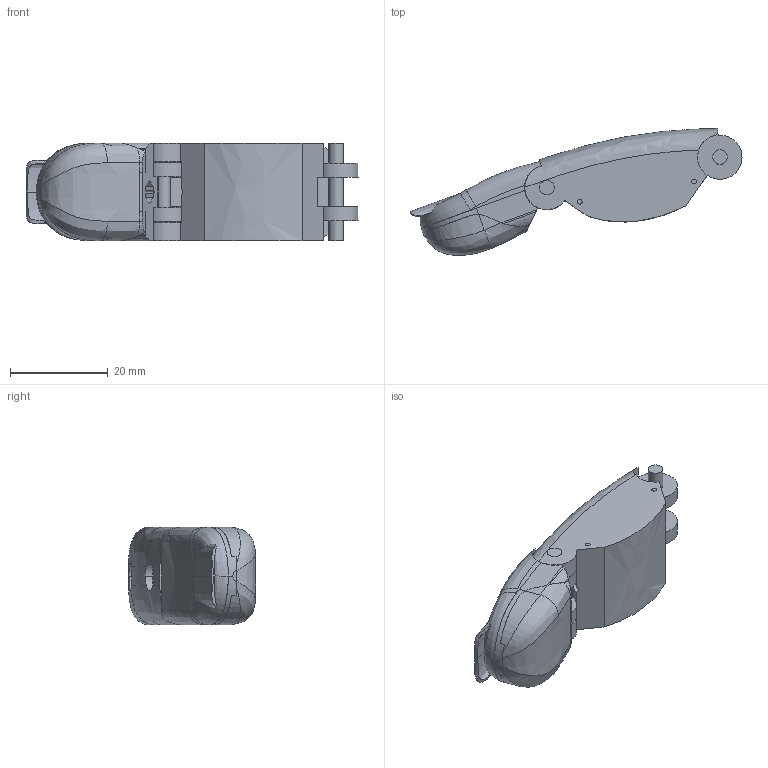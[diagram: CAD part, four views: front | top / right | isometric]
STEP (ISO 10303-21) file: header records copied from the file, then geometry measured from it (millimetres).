
FILE_DESCRIPTION((''),'2;1');
FILE_NAME('THUMBASSEMBLY_ASM_10_ASM','2021-01-11T15:30:24',('ggao102'),('Department of Mechanical Engineering, The University of Auckland'),'CREO PARAMETRIC BY PTC INC, 2017260','CREO PARAMETRIC BY PTC INC, 2017260','');
FILE_SCHEMA(('CONFIG_CONTROL_DESIGN'));
Products named in the file (8): THUMBPROXIMAL_1; DISTALCENTER_1_1_2; DISTALTOP_1_1_2; DISTALPAD_1_1_2; ASM0001_ASM_1_1_ASM; 3MMPINS_1; 1MMPINS_1; THUMBASSEMBLY_ASM_10_ASM
Assembly tree (9 placements, depth 3):
  THUMBASSEMBLY_ASM_10_ASM
    THUMBPROXIMAL_1
    ASM0001_ASM_1_1_ASM
      DISTALCENTER_1_1_2
      DISTALTOP_1_1_2
      DISTALPAD_1_1_2
    3MMPINS_1  x2
    1MMPINS_1  x2
Bounding box: 67.97 x 26.02 x 20 mm (x, y, z)
Volume: 14095.4 mm3; surface area: 9714.8 mm2
Topology: 8 solids, 8 shells, 222 faces, 627 edges, 414 vertices
Faces by surface type: plane 97, cylinder 89, extrusion 20, bspline 16
Entity records: 10290 total; most frequent: CARTESIAN_POINT 4617, ORIENTED_EDGE 1230, DIRECTION 1040, EDGE_CURVE 615, VERTEX_POINT 406, AXIS2_PLACEMENT_3D 361, VECTOR 318, LINE 298
